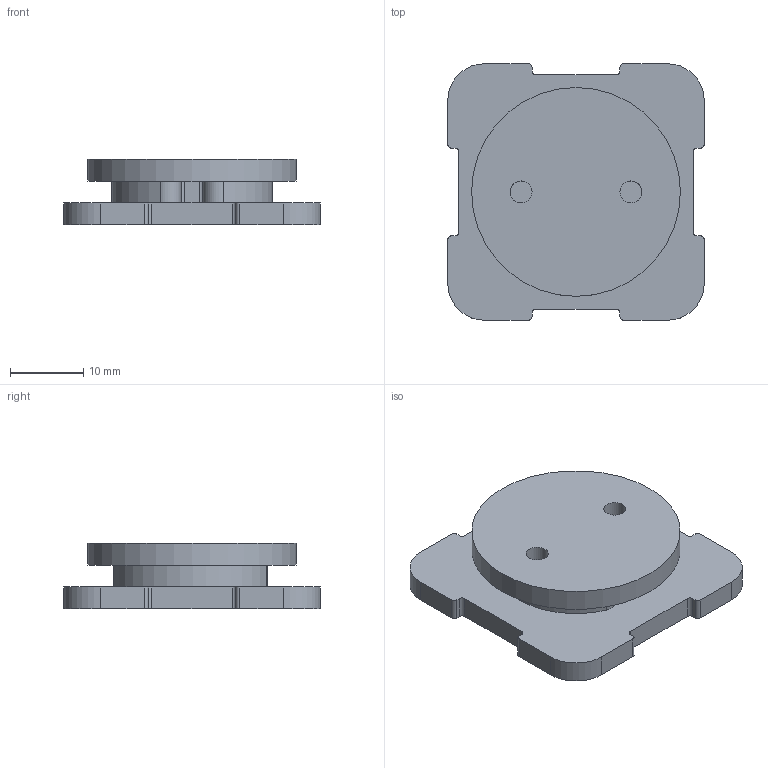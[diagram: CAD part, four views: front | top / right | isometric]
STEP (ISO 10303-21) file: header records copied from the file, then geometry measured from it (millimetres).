
FILE_DESCRIPTION(/* description */ (''),/* implementation_level */ '2;1');
FILE_NAME(/* name */ 'Aft Endcap Assemby.stp',/* time_stamp */ '2015-01-16T15:51:07-08:00',/* author */ ('Evil Brian'),/* organization */ (''),/* preprocessor_version */ 'ST-DEVELOPER v15.6',/* originating_system */ 'Autodesk Inventor 2015',/* authorisation */ '');
FILE_SCHEMA (('AUTOMOTIVE_DESIGN { 1 0 10303 214 3 1 1 }'));
Products named in the file (4): Aft Endcap Outer; Aft Endcap Middle; Aft Endcap Inner; Aft Endcap Assemby
Bounding box: 35 x 35 x 9 mm (x, y, z)
Volume: 5992.9 mm3; surface area: 5177.5 mm2
Topology: 3 solids, 3 shells, 78 faces, 216 edges, 144 vertices
Faces by surface type: cylinder 43, plane 35
Full cylindrical faces by diameter (mm): 3 x2, 4 x1, 28.5 x1
Entity records: 2624 total; most frequent: DIRECTION 468, CARTESIAN_POINT 441, ORIENTED_EDGE 424, EDGE_CURVE 212, AXIS2_PLACEMENT_3D 171, VERTEX_POINT 144, LINE 126, VECTOR 126
